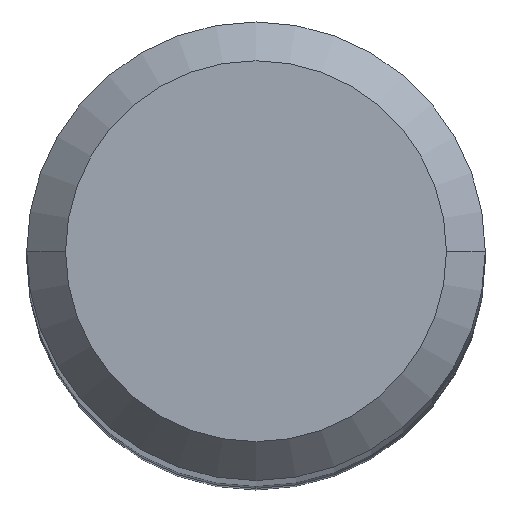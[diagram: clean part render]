
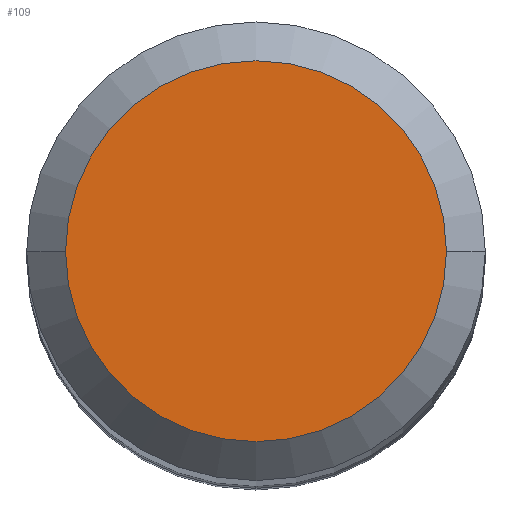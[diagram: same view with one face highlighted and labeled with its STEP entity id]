
A CAD part, top view. The second image highlights one B-rep face of the part: STEP entity #109.
In plain terms, the highlighted planar face has unit normal (0, 0, 1).
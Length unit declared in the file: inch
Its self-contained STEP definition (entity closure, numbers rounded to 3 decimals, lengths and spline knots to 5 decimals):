
#4 = FACE_OUTER_BOUND ( 'NONE', #400, .T. ) ;
#27 = VERTEX_POINT ( 'NONE', #99 ) ;
#43 = PLANE ( 'NONE',  #330 ) ;
#96 = DIRECTION ( 'NONE',  ( 0., 0., -1. ) ) ;
#99 = CARTESIAN_POINT ( 'NONE',  ( -0.0981, 0., 0. ) ) ;
#109 = ADVANCED_FACE ( 'NONE', ( #4 ), #43, .F. ) ;
#125 = AXIS2_PLACEMENT_3D ( 'NONE', #490, #268, #246 ) ;
#155 = VERTEX_POINT ( 'NONE', #519 ) ;
#200 = AXIS2_PLACEMENT_3D ( 'NONE', #409, #366, #549 ) ;
#246 = DIRECTION ( 'NONE',  ( 1., 0., 0. ) ) ;
#255 = CARTESIAN_POINT ( 'NONE',  ( 0., 0.0981, 0. ) ) ;
#268 = DIRECTION ( 'NONE',  ( 0., 0., 1. ) ) ;
#289 = DIRECTION ( 'NONE',  ( -1., 0., 0. ) ) ;
#318 = ORIENTED_EDGE ( 'NONE', *, *, #548, .T. ) ;
#330 = AXIS2_PLACEMENT_3D ( 'NONE', #255, #96, #289 ) ;
#366 = DIRECTION ( 'NONE',  ( 0., 0., 1. ) ) ;
#386 = CIRCLE ( 'NONE', #200, 0.0981 ) ;
#400 = EDGE_LOOP ( 'NONE', ( #318, #408 ) ) ;
#406 = EDGE_CURVE ( 'NONE', #155, #27, #484, .T. ) ;
#408 = ORIENTED_EDGE ( 'NONE', *, *, #406, .T. ) ;
#409 = CARTESIAN_POINT ( 'NONE',  ( 0., 0., 0. ) ) ;
#484 = CIRCLE ( 'NONE', #125, 0.0981 ) ;
#490 = CARTESIAN_POINT ( 'NONE',  ( 0., 0., 0. ) ) ;
#519 = CARTESIAN_POINT ( 'NONE',  ( 0.0981, 0., 0. ) ) ;
#548 = EDGE_CURVE ( 'NONE', #27, #155, #386, .T. ) ;
#549 = DIRECTION ( 'NONE',  ( 1., 0., 0. ) ) ;
